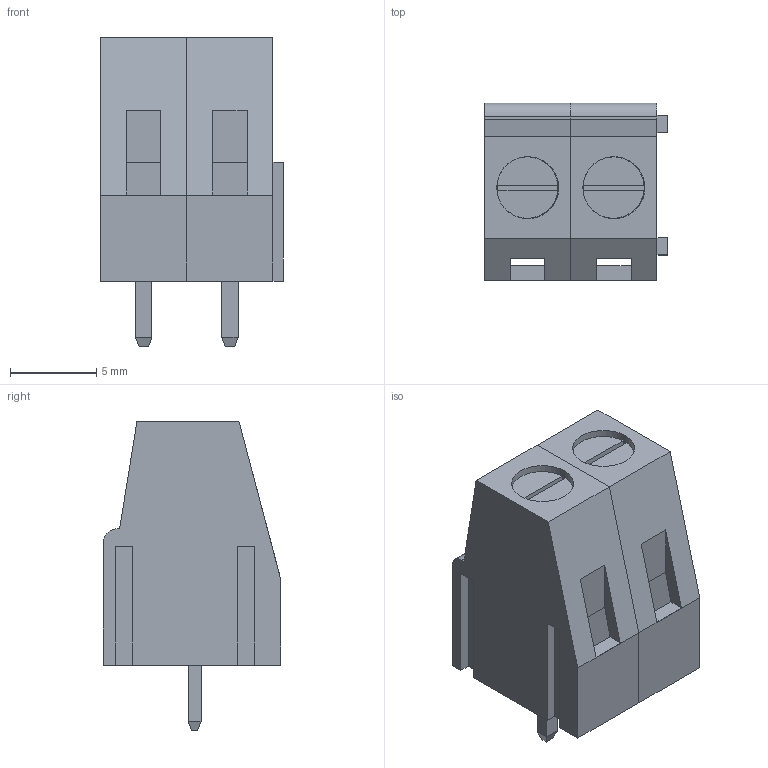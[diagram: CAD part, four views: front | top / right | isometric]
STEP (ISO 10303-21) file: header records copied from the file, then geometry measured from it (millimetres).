
FILE_DESCRIPTION (( 'STEP AP214' ), '1' );
FILE_NAME ('User Library-screew terminal.STEP', '2019-11-22T15:22:24', ( 'Elessar' ), ( '' ), 'SwSTEP 2.0', 'SolidWorks 2018', '' );
FILE_SCHEMA (( 'AUTOMOTIVE_DESIGN' ));
Length unit declared in the file: millimetre
Products named in the file (1): User Library-screew terminal
Bounding box: 10.6 x 10.3 x 17.95 mm (x, y, z)
Volume: 932.7 mm3; surface area: 1849 mm2
Topology: 8 solids, 8 shells, 178 faces, 466 edges, 302 vertices
Faces by surface type: plane 164, cylinder 14
Entity records: 6860 total; most frequent: CARTESIAN_POINT 947, ORIENTED_EDGE 932, DIRECTION 872, EDGE_CURVE 466, VECTOR 418, LINE 418, VERTEX_POINT 302, AXIS2_PLACEMENT_3D 227
